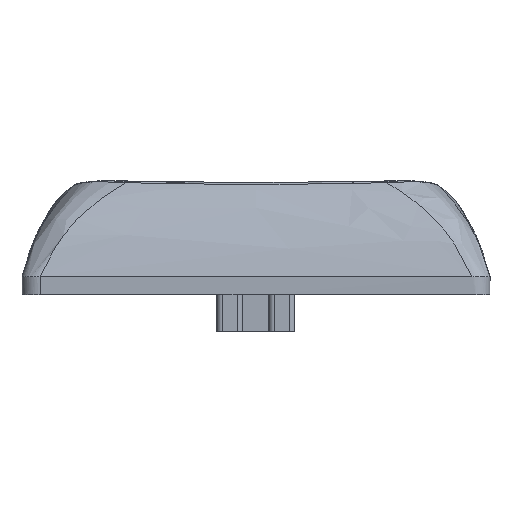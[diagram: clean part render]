
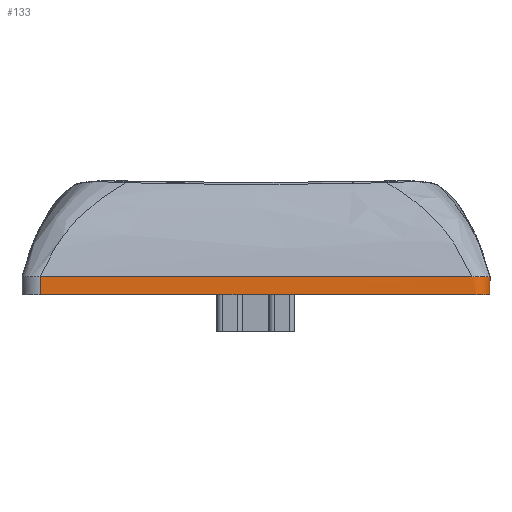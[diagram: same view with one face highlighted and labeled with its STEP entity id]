
A CAD part, left-side view. The second image highlights one B-rep face of the part: STEP entity #133.
In plain terms, the highlighted free-form (B-spline) face has degree [1, 2] with [2, 9] control points.
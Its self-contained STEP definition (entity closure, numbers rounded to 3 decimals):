
#133=ADVANCED_FACE('',(#323),#2910,.T.);
#323=FACE_OUTER_BOUND('',#517,.T.);
#517=EDGE_LOOP('',(#1192,#1193,#1194,#1195,#1196,#1197,#1198));
#1192=ORIENTED_EDGE('',*,*,#2084,.T.);
#1193=ORIENTED_EDGE('',*,*,#1983,.T.);
#1194=ORIENTED_EDGE('',*,*,#1984,.T.);
#1195=ORIENTED_EDGE('',*,*,#1985,.T.);
#1196=ORIENTED_EDGE('',*,*,#1986,.T.);
#1197=ORIENTED_EDGE('',*,*,#1952,.F.);
#1198=ORIENTED_EDGE('',*,*,#2085,.F.);
#1952=EDGE_CURVE('',#2800,#2801,#2228,.T.);
#1983=EDGE_CURVE('',#2822,#2823,#2259,.T.);
#1984=EDGE_CURVE('',#2823,#2824,#2260,.T.);
#1985=EDGE_CURVE('',#2824,#2825,#2261,.T.);
#1986=EDGE_CURVE('',#2825,#2801,#2262,.T.);
#2084=EDGE_CURVE('',#2898,#2822,#2285,.T.);
#2085=EDGE_CURVE('',#2898,#2800,#2286,.T.);
#2228=(
BOUNDED_CURVE()
B_SPLINE_CURVE(1,(#7782,#7783),.UNSPECIFIED.,.F.,.F.)
B_SPLINE_CURVE_WITH_KNOTS((2,2),(0.,0.7),.UNSPECIFIED.)
CURVE()
GEOMETRIC_REPRESENTATION_ITEM()
RATIONAL_B_SPLINE_CURVE((1.,1.))
REPRESENTATION_ITEM('')
);
#2259=(
BOUNDED_CURVE()
B_SPLINE_CURVE(2,(#8009,#8010,#8011),.UNSPECIFIED.,.F.,.F.)
B_SPLINE_CURVE_WITH_KNOTS((3,3),(59.149,60.249),
 .UNSPECIFIED.)
CURVE()
GEOMETRIC_REPRESENTATION_ITEM()
RATIONAL_B_SPLINE_CURVE((1.,0.707,1.))
REPRESENTATION_ITEM('')
);
#2260=(
BOUNDED_CURVE()
B_SPLINE_CURVE(2,(#8012,#8013,#8014),.UNSPECIFIED.,.F.,.F.)
B_SPLINE_CURVE_WITH_KNOTS((3,3),(60.249,100.599),
 .UNSPECIFIED.)
CURVE()
GEOMETRIC_REPRESENTATION_ITEM()
RATIONAL_B_SPLINE_CURVE((1.,1.,1.))
REPRESENTATION_ITEM('')
);
#2261=(
BOUNDED_CURVE()
B_SPLINE_CURVE(2,(#8015,#8016,#8017),.UNSPECIFIED.,.F.,.F.)
B_SPLINE_CURVE_WITH_KNOTS((3,3),(100.599,101.698),
 .UNSPECIFIED.)
CURVE()
GEOMETRIC_REPRESENTATION_ITEM()
RATIONAL_B_SPLINE_CURVE((1.,0.707,1.))
REPRESENTATION_ITEM('')
);
#2262=(
BOUNDED_CURVE()
B_SPLINE_CURVE(2,(#8018,#8019,#8020),.UNSPECIFIED.,.F.,.F.)
B_SPLINE_CURVE_WITH_KNOTS((3,3),(101.698,118.298),
 .UNSPECIFIED.)
CURVE()
GEOMETRIC_REPRESENTATION_ITEM()
RATIONAL_B_SPLINE_CURVE((1.,1.,1.))
REPRESENTATION_ITEM('')
);
#2285=(
BOUNDED_CURVE()
B_SPLINE_CURVE(1,(#8858,#8859),.UNSPECIFIED.,.F.,.F.)
B_SPLINE_CURVE_WITH_KNOTS((2,2),(0.,0.7),.UNSPECIFIED.)
CURVE()
GEOMETRIC_REPRESENTATION_ITEM()
RATIONAL_B_SPLINE_CURVE((1.,1.))
REPRESENTATION_ITEM('')
);
#2286=(
BOUNDED_CURVE()
B_SPLINE_CURVE(2,(#8860,#8861,#8862,#8863,#8864,#8865,#8866,#8867,#8868),
 .UNSPECIFIED.,.F.,.F.)
B_SPLINE_CURVE_WITH_KNOTS((3,2,2,2,3),(59.149,60.249,
100.599,101.698,118.298),.UNSPECIFIED.)
CURVE()
GEOMETRIC_REPRESENTATION_ITEM()
RATIONAL_B_SPLINE_CURVE((1.,0.707,1.,1.,1.,0.707,
1.,1.,1.))
REPRESENTATION_ITEM('')
);
#2800=VERTEX_POINT('',#6878);
#2801=VERTEX_POINT('',#6879);
#2822=VERTEX_POINT('',#6900);
#2823=VERTEX_POINT('',#6901);
#2824=VERTEX_POINT('',#6902);
#2825=VERTEX_POINT('',#6903);
#2898=VERTEX_POINT('',#6976);
#2910=(
BOUNDED_SURFACE()
B_SPLINE_SURFACE(1,2,((#3615,#3616,#3617,#3618,#3619,#3620,#3621,#3622,
#3623),(#3624,#3625,#3626,#3627,#3628,#3629,#3630,#3631,#3632)),
 .UNSPECIFIED.,.F.,.F.,.F.)
B_SPLINE_SURFACE_WITH_KNOTS((2,2),(3,2,2,2,3),(0.,0.7),(59.149,
60.249,100.599,101.698,118.298),
 .UNSPECIFIED.)
GEOMETRIC_REPRESENTATION_ITEM()
RATIONAL_B_SPLINE_SURFACE(((1.,0.707,1.,1.,1.,0.707,
1.,1.,1.),(1.,0.707,1.,1.,1.,0.707,1.,1.,1.)))
REPRESENTATION_ITEM('')
SURFACE()
);
#3615=CARTESIAN_POINT('',(87.25,30.7,-0.4));
#3616=CARTESIAN_POINT('',(87.25,30.,-0.4));
#3617=CARTESIAN_POINT('',(86.55,30.,-0.4));
#3618=CARTESIAN_POINT('',(66.375,30.,-0.4));
#3619=CARTESIAN_POINT('',(46.2,30.,-0.4));
#3620=CARTESIAN_POINT('',(45.5,30.,-0.4));
#3621=CARTESIAN_POINT('',(45.5,30.7,-0.4));
#3622=CARTESIAN_POINT('',(45.5,39.,-0.4));
#3623=CARTESIAN_POINT('',(45.5,47.3,-0.4));
#3624=CARTESIAN_POINT('',(87.25,30.7,0.3));
#3625=CARTESIAN_POINT('',(87.25,30.,0.3));
#3626=CARTESIAN_POINT('',(86.55,30.,0.3));
#3627=CARTESIAN_POINT('',(66.375,30.,0.3));
#3628=CARTESIAN_POINT('',(46.2,30.,0.3));
#3629=CARTESIAN_POINT('',(45.5,30.,0.3));
#3630=CARTESIAN_POINT('',(45.5,30.7,0.3));
#3631=CARTESIAN_POINT('',(45.5,39.,0.3));
#3632=CARTESIAN_POINT('',(45.5,47.3,0.3));
#6878=CARTESIAN_POINT('',(45.5,47.3,-0.4));
#6879=CARTESIAN_POINT('',(45.5,47.3,0.3));
#6900=CARTESIAN_POINT('',(87.25,30.7,0.3));
#6901=CARTESIAN_POINT('',(86.55,30.,0.3));
#6902=CARTESIAN_POINT('',(46.2,30.,0.3));
#6903=CARTESIAN_POINT('',(45.5,30.7,0.3));
#6976=CARTESIAN_POINT('',(87.25,30.7,-0.4));
#7782=CARTESIAN_POINT('',(45.5,47.3,-0.4));
#7783=CARTESIAN_POINT('',(45.5,47.3,0.3));
#8009=CARTESIAN_POINT('',(87.25,30.7,0.3));
#8010=CARTESIAN_POINT('',(87.25,30.,0.3));
#8011=CARTESIAN_POINT('',(86.55,30.,0.3));
#8012=CARTESIAN_POINT('',(86.55,30.,0.3));
#8013=CARTESIAN_POINT('',(66.375,30.,0.3));
#8014=CARTESIAN_POINT('',(46.2,30.,0.3));
#8015=CARTESIAN_POINT('',(46.2,30.,0.3));
#8016=CARTESIAN_POINT('',(45.5,30.,0.3));
#8017=CARTESIAN_POINT('',(45.5,30.7,0.3));
#8018=CARTESIAN_POINT('',(45.5,30.7,0.3));
#8019=CARTESIAN_POINT('',(45.5,39.,0.3));
#8020=CARTESIAN_POINT('',(45.5,47.3,0.3));
#8858=CARTESIAN_POINT('',(87.25,30.7,-0.4));
#8859=CARTESIAN_POINT('',(87.25,30.7,0.3));
#8860=CARTESIAN_POINT('',(87.25,30.7,-0.4));
#8861=CARTESIAN_POINT('',(87.25,30.,-0.4));
#8862=CARTESIAN_POINT('',(86.55,30.,-0.4));
#8863=CARTESIAN_POINT('',(66.375,30.,-0.4));
#8864=CARTESIAN_POINT('',(46.2,30.,-0.4));
#8865=CARTESIAN_POINT('',(45.5,30.,-0.4));
#8866=CARTESIAN_POINT('',(45.5,30.7,-0.4));
#8867=CARTESIAN_POINT('',(45.5,39.,-0.4));
#8868=CARTESIAN_POINT('',(45.5,47.3,-0.4));
